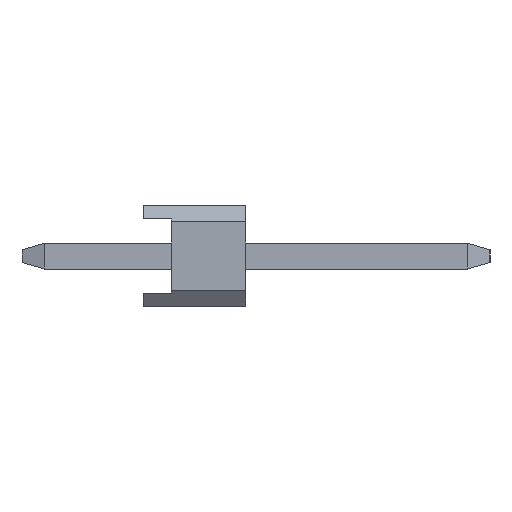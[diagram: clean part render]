
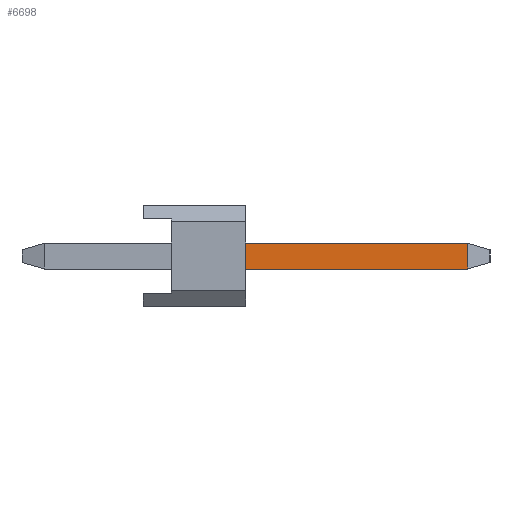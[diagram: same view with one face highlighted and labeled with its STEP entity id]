
A CAD part, left-side view. The second image highlights one B-rep face of the part: STEP entity #6698.
In plain terms, the highlighted planar face has unit normal (-1, 0, 0).
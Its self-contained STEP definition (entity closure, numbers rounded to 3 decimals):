
#4588=EDGE_CURVE('',#12566,#5188,#13522,.T.);
#5188=VERTEX_POINT('',#14186);
#6698=ADVANCED_FACE('',(#15850),#15851,.T.);
#7266=EDGE_CURVE('',#10218,#12086,#16456,.T.);
#8282=EDGE_CURVE('',#5188,#10218,#17582,.T.);
#10218=VERTEX_POINT('',#19738);
#11694=EDGE_CURVE('',#12086,#12566,#21391,.T.);
#12086=VERTEX_POINT('',#21828);
#12566=VERTEX_POINT('',#22355);
#13522=LINE('',#23434,#23435);
#14186=CARTESIAN_POINT('',(-35.88,-8.054,0.32));
#15850=FACE_OUTER_BOUND('',#26829,.T.);
#15851=PLANE('',#26830);
#16456=LINE('',#27754,#27755);
#17582=LINE('',#29362,#29363);
#19738=CARTESIAN_POINT('',(-35.88,-8.054,-0.32));
#21391=LINE('',#34819,#34820);
#21828=CARTESIAN_POINT('',(-35.88,-2.54,-0.32));
#22355=CARTESIAN_POINT('',(-35.88,-2.54,0.32));
#23434=CARTESIAN_POINT('',(-35.88,-2.8,0.32));
#23435=VECTOR('',#37566,1.0);
#26829=EDGE_LOOP('',(#39899,#39900,#39901,#39902));
#26830=AXIS2_PLACEMENT_3D('',#39903,#39904,#39905);
#27754=CARTESIAN_POINT('',(-35.88,2.454,-0.32));
#27755=VECTOR('',#40371,1.0);
#29362=CARTESIAN_POINT('',(-35.88,-8.054,0.5));
#29363=VECTOR('',#41518,1.0);
#34819=CARTESIAN_POINT('',(-35.88,-2.54,0.252));
#34820=VECTOR('',#45838,1.0);
#37566=DIRECTION('',(0.,-1.0,0.));
#39899=ORIENTED_EDGE('',*,*,#11694,.F.);
#39900=ORIENTED_EDGE('',*,*,#7266,.F.);
#39901=ORIENTED_EDGE('',*,*,#8282,.F.);
#39902=ORIENTED_EDGE('',*,*,#4588,.F.);
#39903=CARTESIAN_POINT('',(-35.88,2.454,0.5));
#39904=DIRECTION('',(-1.0,0.,0.));
#39905=DIRECTION('',(0.,1.0,0.));
#40371=DIRECTION('',(0.,1.0,0.));
#41518=DIRECTION('',(0.0,0.,-1.0));
#45838=DIRECTION('',(0.,0.,1.0));
